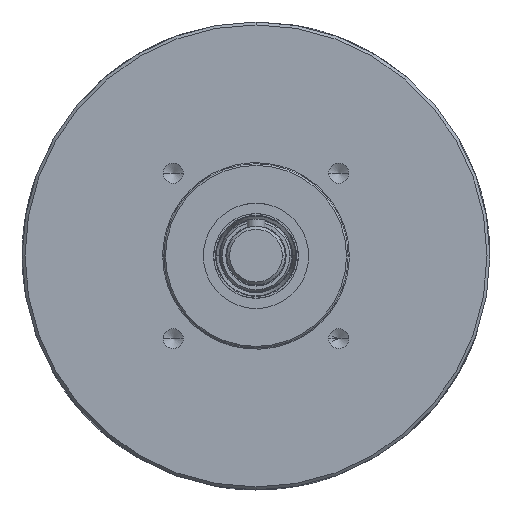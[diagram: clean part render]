
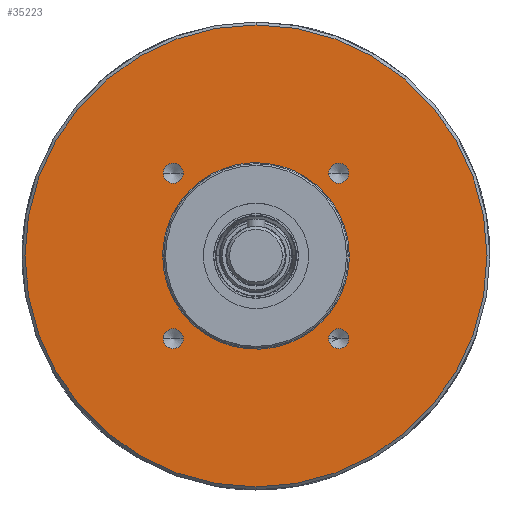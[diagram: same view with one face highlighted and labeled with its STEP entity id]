
A CAD part, top view. The second image highlights one B-rep face of the part: STEP entity #35223.
In plain terms, the highlighted planar face has unit normal (0, 0, 1).
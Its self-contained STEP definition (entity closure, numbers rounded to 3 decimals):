
#232 = CARTESIAN_POINT ( 'NONE',  ( -31.684, -28.284, -5. ) ) ;
#626 = VERTEX_POINT ( 'NONE', #35956 ) ;
#662 = EDGE_CURVE ( 'NONE', #44397, #26332, #36641, .T. ) ;
#955 = EDGE_LOOP ( 'NONE', ( #18645, #40719 ) ) ;
#1885 = DIRECTION ( 'NONE',  ( 0., 0., 1. ) ) ;
#2257 = ORIENTED_EDGE ( 'NONE', *, *, #53012, .F. ) ;
#2265 = DIRECTION ( 'NONE',  ( 1., 0., 0. ) ) ;
#2851 = EDGE_CURVE ( 'NONE', #31773, #50364, #21221, .T. ) ;
#3753 = VERTEX_POINT ( 'NONE', #5135 ) ;
#4148 = CARTESIAN_POINT ( 'NONE',  ( 31.9, -63.8, -5. ) ) ;
#5135 = CARTESIAN_POINT ( 'NONE',  ( 24.884, -28.284, -5. ) ) ;
#5334 = DIRECTION ( 'NONE',  ( 0., 1., 0. ) ) ;
#5582 = EDGE_CURVE ( 'NONE', #26332, #44397, #22989, .T. ) ;
#6229 = VERTEX_POINT ( 'NONE', #37937 ) ;
#6390 = DIRECTION ( 'NONE',  ( 0., 0., 1. ) ) ;
#6898 = DIRECTION ( 'NONE',  ( 0., 0., -1. ) ) ;
#7404 = DIRECTION ( 'NONE',  ( 0., 0., 1. ) ) ;
#7724 = FACE_BOUND ( 'NONE', #33856, .T. ) ;
#7887 = EDGE_CURVE ( 'NONE', #50364, #31773, #38946, .T. ) ;
#7913 = CARTESIAN_POINT ( 'NONE',  ( 31.684, -28.284, -5. ) ) ;
#8004 = PLANE ( 'NONE',  #29003 ) ;
#8113 = CARTESIAN_POINT ( 'NONE',  ( 31.9, 0., -5. ) ) ;
#8690 = EDGE_LOOP ( 'NONE', ( #40986, #45253 ) ) ;
#9152 = ORIENTED_EDGE ( 'NONE', *, *, #16246, .F. ) ;
#9300 = CIRCLE ( 'NONE', #17206, 3.4 ) ;
#9338 = ORIENTED_EDGE ( 'NONE', *, *, #40896, .F. ) ;
#9470 = DIRECTION ( 'NONE',  ( 0., 0., -1. ) ) ;
#9608 = CARTESIAN_POINT ( 'NONE',  ( 24.884, 28.284, -5. ) ) ;
#9659 = CARTESIAN_POINT ( 'NONE',  ( 28.284, 28.284, -5. ) ) ;
#10073 = EDGE_CURVE ( 'NONE', #35829, #3753, #43447, .T. ) ;
#10091 = CARTESIAN_POINT ( 'NONE',  ( 28.284, -28.284, -5. ) ) ;
#10530 = CARTESIAN_POINT ( 'NONE',  ( 28.284, -28.284, -5. ) ) ;
#10738 = CARTESIAN_POINT ( 'NONE',  ( -28.284, -28.284, -5. ) ) ;
#10822 = CIRCLE ( 'NONE', #53920, 3.4 ) ;
#11046 = EDGE_LOOP ( 'NONE', ( #9152, #31036 ) ) ;
#11585 = DIRECTION ( 'NONE',  ( 0., 1., 0. ) ) ;
#11995 = CARTESIAN_POINT ( 'NONE',  ( 31.9, 0., -5. ) ) ;
#12069 = AXIS2_PLACEMENT_3D ( 'NONE', #19534, #7404, #36314 ) ;
#13011 = VERTEX_POINT ( 'NONE', #20776 ) ;
#14953 = CIRCLE ( 'NONE', #35139, 3.4 ) ;
#15312 = AXIS2_PLACEMENT_3D ( 'NONE', #10091, #26327, #43695 ) ;
#15585 = CARTESIAN_POINT ( 'NONE',  ( -31.9, 63.8, -5. ) ) ;
#16246 = EDGE_CURVE ( 'NONE', #13011, #49924, #9300, .T. ) ;
#16586 = CIRCLE ( 'NONE', #42102, 3.4 ) ;
#16840 = ORIENTED_EDGE ( 'NONE', *, *, #5582, .F. ) ;
#17206 = AXIS2_PLACEMENT_3D ( 'NONE', #10738, #40458, #44344 ) ;
#17647 = AXIS2_PLACEMENT_3D ( 'NONE', #20971, #29482, #25361 ) ;
#18645 = ORIENTED_EDGE ( 'NONE', *, *, #10073, .F. ) ;
#19463 = CIRCLE ( 'NONE', #20334, 3.4 ) ;
#19534 = CARTESIAN_POINT ( 'NONE',  ( -28.284, 28.284, -5. ) ) ;
#19711 = CARTESIAN_POINT ( 'NONE',  ( 0., 79., -5. ) ) ;
#19902 = EDGE_CURVE ( 'NONE', #626, #34324, #41070, .T. ) ;
#20334 = AXIS2_PLACEMENT_3D ( 'NONE', #10530, #6390, #23202 ) ;
#20541 = CARTESIAN_POINT ( 'NONE',  ( -31.9, 0., -5. ) ) ;
#20776 = CARTESIAN_POINT ( 'NONE',  ( -24.884, -28.284, -5. ) ) ;
#20971 = CARTESIAN_POINT ( 'NONE',  ( 28.284, 28.284, -5. ) ) ;
#21221 = CIRCLE ( 'NONE', #49363, 79. ) ;
#22371 = EDGE_CURVE ( 'NONE', #49924, #13011, #16586, .T. ) ;
#22989 =( BOUNDED_CURVE ( )  B_SPLINE_CURVE ( 3, ( #24813, #41331, #4148, #46828 ),
 .UNSPECIFIED., .F., .F. ) 
 B_SPLINE_CURVE_WITH_KNOTS ( ( 4, 4 ),
 ( 0., 1. ),
 .UNSPECIFIED. ) 
 CURVE ( )  GEOMETRIC_REPRESENTATION_ITEM ( )  RATIONAL_B_SPLINE_CURVE ( ( 1., 0.333, 0.333, 1. ) ) 
 REPRESENTATION_ITEM ( '' )  );
#23202 = DIRECTION ( 'NONE',  ( 1., 0., 0. ) ) ;
#23399 = CARTESIAN_POINT ( 'NONE',  ( -31.9, 0., -5. ) ) ;
#24528 = CARTESIAN_POINT ( 'NONE',  ( 0., 31.9, -5. ) ) ;
#24813 = CARTESIAN_POINT ( 'NONE',  ( -31.9, 0., -5. ) ) ;
#25200 = CARTESIAN_POINT ( 'NONE',  ( 0., 0., -5. ) ) ;
#25361 = DIRECTION ( 'NONE',  ( 1., 0., 0. ) ) ;
#26327 = DIRECTION ( 'NONE',  ( 0., 0., 1. ) ) ;
#26332 = VERTEX_POINT ( 'NONE', #23399 ) ;
#26413 = ORIENTED_EDGE ( 'NONE', *, *, #19902, .F. ) ;
#27524 = AXIS2_PLACEMENT_3D ( 'NONE', #52924, #28631, #11585 ) ;
#28631 = DIRECTION ( 'NONE',  ( 0., 0., -1. ) ) ;
#28646 = FACE_OUTER_BOUND ( 'NONE', #8690, .T. ) ;
#28914 = FACE_BOUND ( 'NONE', #955, .T. ) ;
#29003 = AXIS2_PLACEMENT_3D ( 'NONE', #24528, #6898, #42944 ) ;
#29482 = DIRECTION ( 'NONE',  ( 0., 0., 1. ) ) ;
#31036 = ORIENTED_EDGE ( 'NONE', *, *, #22371, .F. ) ;
#31773 = VERTEX_POINT ( 'NONE', #19711 ) ;
#31869 = CARTESIAN_POINT ( 'NONE',  ( 0., -79., -5. ) ) ;
#32273 = CARTESIAN_POINT ( 'NONE',  ( -28.284, -28.284, -5. ) ) ;
#33856 = EDGE_LOOP ( 'NONE', ( #52728, #9338 ) ) ;
#34324 = VERTEX_POINT ( 'NONE', #35756 ) ;
#35139 = AXIS2_PLACEMENT_3D ( 'NONE', #9659, #53718, #40482 ) ;
#35223 = ADVANCED_FACE ( 'NONE', ( #28646, #44655, #45470, #28914, #7724, #45736 ), #8004, .F. ) ;
#35415 = EDGE_LOOP ( 'NONE', ( #16840, #47769 ) ) ;
#35756 = CARTESIAN_POINT ( 'NONE',  ( -31.684, 28.284, -5. ) ) ;
#35829 = VERTEX_POINT ( 'NONE', #7913 ) ;
#35956 = CARTESIAN_POINT ( 'NONE',  ( -24.884, 28.284, -5. ) ) ;
#36314 = DIRECTION ( 'NONE',  ( 1., 0., 0. ) ) ;
#36641 =( BOUNDED_CURVE ( )  B_SPLINE_CURVE ( 3, ( #11995, #46153, #15585, #20541 ),
 .UNSPECIFIED., .F., .F. ) 
 B_SPLINE_CURVE_WITH_KNOTS ( ( 4, 4 ),
 ( 0., 1. ),
 .UNSPECIFIED. ) 
 CURVE ( )  GEOMETRIC_REPRESENTATION_ITEM ( )  RATIONAL_B_SPLINE_CURVE ( ( 1., 0.333, 0.333, 1. ) ) 
 REPRESENTATION_ITEM ( '' )  );
#37937 = CARTESIAN_POINT ( 'NONE',  ( 31.684, 28.284, -5. ) ) ;
#38946 = CIRCLE ( 'NONE', #27524, 79. ) ;
#40458 = DIRECTION ( 'NONE',  ( 0., 0., 1. ) ) ;
#40482 = DIRECTION ( 'NONE',  ( 1., 0., 0. ) ) ;
#40719 = ORIENTED_EDGE ( 'NONE', *, *, #49124, .F. ) ;
#40896 = EDGE_CURVE ( 'NONE', #42697, #6229, #14953, .T. ) ;
#40909 = EDGE_LOOP ( 'NONE', ( #26413, #2257 ) ) ;
#40986 = ORIENTED_EDGE ( 'NONE', *, *, #2851, .F. ) ;
#41070 = CIRCLE ( 'NONE', #12069, 3.4 ) ;
#41331 = CARTESIAN_POINT ( 'NONE',  ( -31.9, -63.8, -5. ) ) ;
#41403 = CIRCLE ( 'NONE', #17647, 3.4 ) ;
#42102 = AXIS2_PLACEMENT_3D ( 'NONE', #32273, #49642, #2265 ) ;
#42697 = VERTEX_POINT ( 'NONE', #9608 ) ;
#42944 = DIRECTION ( 'NONE',  ( -1., 0., 0. ) ) ;
#43213 = CARTESIAN_POINT ( 'NONE',  ( -28.284, 28.284, -5. ) ) ;
#43447 = CIRCLE ( 'NONE', #15312, 3.4 ) ;
#43695 = DIRECTION ( 'NONE',  ( 1., 0., 0. ) ) ;
#44344 = DIRECTION ( 'NONE',  ( 1., 0., 0. ) ) ;
#44397 = VERTEX_POINT ( 'NONE', #8113 ) ;
#44655 = FACE_BOUND ( 'NONE', #35415, .T. ) ;
#45253 = ORIENTED_EDGE ( 'NONE', *, *, #7887, .F. ) ;
#45470 = FACE_BOUND ( 'NONE', #11046, .T. ) ;
#45736 = FACE_BOUND ( 'NONE', #40909, .T. ) ;
#46153 = CARTESIAN_POINT ( 'NONE',  ( 31.9, 63.8, -5. ) ) ;
#46828 = CARTESIAN_POINT ( 'NONE',  ( 31.9, 0., -5. ) ) ;
#47769 = ORIENTED_EDGE ( 'NONE', *, *, #662, .F. ) ;
#47973 = EDGE_CURVE ( 'NONE', #6229, #42697, #41403, .T. ) ;
#49124 = EDGE_CURVE ( 'NONE', #3753, #35829, #19463, .T. ) ;
#49363 = AXIS2_PLACEMENT_3D ( 'NONE', #25200, #9470, #5334 ) ;
#49642 = DIRECTION ( 'NONE',  ( 0., 0., 1. ) ) ;
#49924 = VERTEX_POINT ( 'NONE', #232 ) ;
#50364 = VERTEX_POINT ( 'NONE', #31869 ) ;
#52312 = DIRECTION ( 'NONE',  ( 1., 0., 0. ) ) ;
#52728 = ORIENTED_EDGE ( 'NONE', *, *, #47973, .F. ) ;
#52924 = CARTESIAN_POINT ( 'NONE',  ( 0., 0., -5. ) ) ;
#53012 = EDGE_CURVE ( 'NONE', #34324, #626, #10822, .T. ) ;
#53718 = DIRECTION ( 'NONE',  ( 0., 0., 1. ) ) ;
#53920 = AXIS2_PLACEMENT_3D ( 'NONE', #43213, #1885, #52312 ) ;
